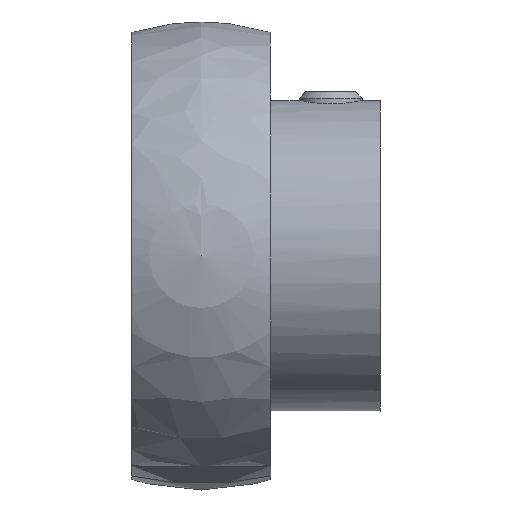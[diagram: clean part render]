
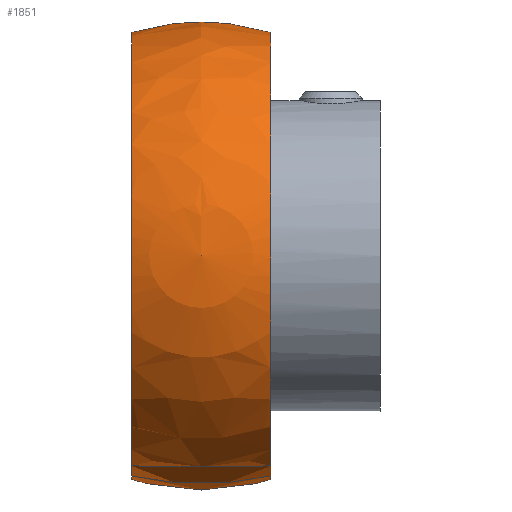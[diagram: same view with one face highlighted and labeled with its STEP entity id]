
A CAD part, front view. The second image highlights one B-rep face of the part: STEP entity #1851.
In plain terms, the highlighted spherical face has radius 23.5 mm.
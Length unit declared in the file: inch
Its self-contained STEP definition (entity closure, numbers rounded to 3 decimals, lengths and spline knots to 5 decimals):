
#217=FACE_BOUND('',#506,.T.);
#218=FACE_BOUND('',#507,.T.);
#261=SPHERICAL_SURFACE('',#2063,0.9252);
#506=EDGE_LOOP('',(#1589));
#507=EDGE_LOOP('',(#1590));
#661=CIRCLE('',#2064,0.8832);
#662=CIRCLE('',#2065,0.8832);
#965=VERTEX_POINT('',#5359);
#966=VERTEX_POINT('',#5361);
#1211=EDGE_CURVE('',#965,#965,#661,.T.);
#1212=EDGE_CURVE('',#966,#966,#662,.T.);
#1589=ORIENTED_EDGE('',*,*,#1211,.T.);
#1590=ORIENTED_EDGE('',*,*,#1212,.F.);
#1851=ADVANCED_FACE('',(#217,#218),#261,.T.);
#2063=AXIS2_PLACEMENT_3D('',#5358,#2403,#2404);
#2064=AXIS2_PLACEMENT_3D('',#5360,#2405,#2406);
#2065=AXIS2_PLACEMENT_3D('',#5362,#2407,#2408);
#2403=DIRECTION('center_axis',(0.,1.,0.));
#2404=DIRECTION('ref_axis',(1.,0.,0.));
#2405=DIRECTION('center_axis',(-1.,0.,0.));
#2406=DIRECTION('ref_axis',(0.,0.,1.));
#2407=DIRECTION('center_axis',(-1.,0.,0.));
#2408=DIRECTION('ref_axis',(0.,0.,1.));
#5358=CARTESIAN_POINT('Origin',(0.59375,0.,0.));
#5359=CARTESIAN_POINT('',(0.86935,0.,0.8832));
#5360=CARTESIAN_POINT('Origin',(0.86935,0.,0.));
#5361=CARTESIAN_POINT('',(0.31815,0.,0.8832));
#5362=CARTESIAN_POINT('Origin',(0.31815,0.,0.));
